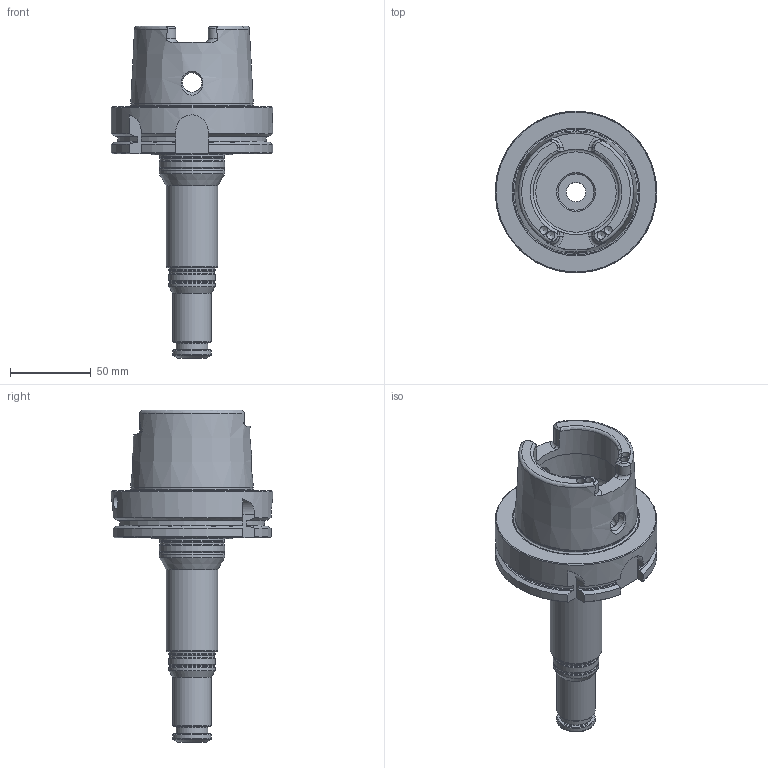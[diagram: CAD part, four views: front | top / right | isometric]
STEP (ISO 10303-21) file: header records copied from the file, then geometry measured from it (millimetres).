
FILE_DESCRIPTION(/* description */ (''),/* implementation_level */ '2;1');
FILE_NAME(/* name */ '450071580.stp',/* time_stamp */ '2021-01-08T12:24:44',/* author */ ('LRA'),/* organization */ ('REGO-FIX'),/* preprocessor_version */ ' Unknown',/* originating_system */ 'SIEMENS PLM Software Solid Edge ST10',/* authorization */ 'Unknown');
FILE_SCHEMA (('AUTOMOTIVE_DESIGN { 1 0 10303 214 2 1 1}'));
Length unit declared in the file: millimetre
Products named in the file (1): NOCUT
Bounding box: 100 x 100 x 205.5 mm (x, y, z)
Volume: 327062.3 mm3; surface area: 67245.7 mm2
Topology: 1 solids, 1 shells, 166 faces, 419 edges, 262 vertices
Faces by surface type: cone 48, cylinder 46, plane 40, torus 32
Full cylindrical faces by diameter (mm): 5 x4, 8.5 x1, 10 x1, 12 x3, 15 x1, 19.5 x1, 22.376 x1, 24 x2, 25 x1, 28.5 x3, 32 x1, 40.5 x3, 53 x2, 63 x1, 75.459 x1, 100 x1
Entity records: 4616 total; most frequent: CARTESIAN_POINT 1125, DIRECTION 728, ORIENTED_EDGE 614, AXIS2_PLACEMENT_3D 324, EDGE_CURVE 307, FACE_BOUND 264, EDGE_LOOP 260, VERTEX_POINT 235
